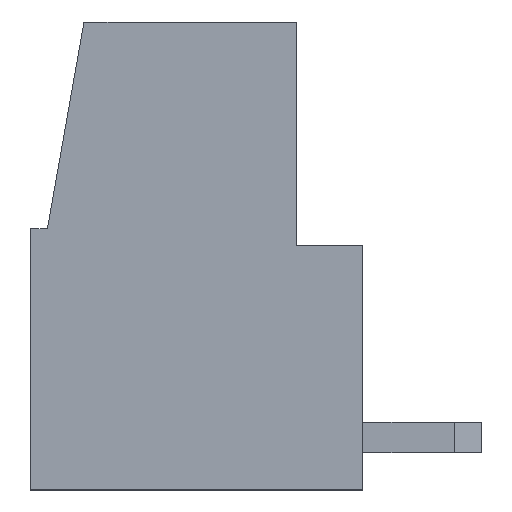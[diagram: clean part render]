
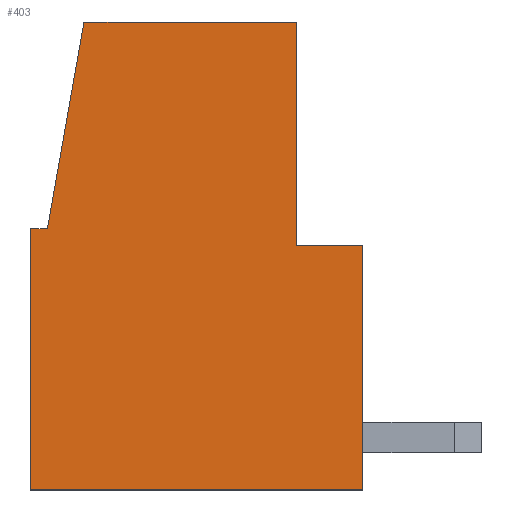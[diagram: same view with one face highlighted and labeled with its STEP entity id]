
A CAD part, left-side view. The second image highlights one B-rep face of the part: STEP entity #403.
In plain terms, the highlighted planar face has unit normal (-1, 0, 0).
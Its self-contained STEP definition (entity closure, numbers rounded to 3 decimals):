
#403 = ADVANCED_FACE( 'F0', ( #969 ), #970, .T. );
#969 = FACE_OUTER_BOUND( '', #1725, .T. );
#970 = PLANE( '', #1726 );
#1725 = EDGE_LOOP( '', ( #2743, #2744, #2745, #2746, #2747, #2748, #2749, #2750 ) );
#1726 = AXIS2_PLACEMENT_3D( '', #2751, #2752, #2753 );
#2743 = ORIENTED_EDGE( '', *, *, #4770, .T. );
#2744 = ORIENTED_EDGE( '', *, *, #4771, .T. );
#2745 = ORIENTED_EDGE( '', *, *, #4772, .F. );
#2746 = ORIENTED_EDGE( '', *, *, #4773, .T. );
#2747 = ORIENTED_EDGE( '', *, *, #4704, .T. );
#2748 = ORIENTED_EDGE( '', *, *, #4774, .T. );
#2749 = ORIENTED_EDGE( '', *, *, #4775, .T. );
#2750 = ORIENTED_EDGE( '', *, *, #4655, .T. );
#2751 = CARTESIAN_POINT( '', ( -2.5, 0., 0. ) );
#2752 = DIRECTION( '', ( -1., 0., 0. ) );
#2753 = DIRECTION( '', ( 0., 1., 0. ) );
#4655 = EDGE_CURVE( '', #5633, #5631, #5634, .T. );
#4704 = EDGE_CURVE( '', #5716, #5714, #5717, .T. );
#4770 = EDGE_CURVE( '', #5631, #5830, #5831, .T. );
#4771 = EDGE_CURVE( '', #5830, #5832, #5833, .T. );
#4772 = EDGE_CURVE( '', #5834, #5832, #5835, .T. );
#4773 = EDGE_CURVE( '', #5834, #5716, #5836, .T. );
#4774 = EDGE_CURVE( '', #5714, #5837, #5838, .T. );
#4775 = EDGE_CURVE( '', #5837, #5633, #5839, .T. );
#5631 = VERTEX_POINT( '', #7009 );
#5633 = VERTEX_POINT( '', #7012 );
#5634 = LINE( '', #7013, #7014 );
#5714 = VERTEX_POINT( '', #7127 );
#5716 = VERTEX_POINT( '', #7130 );
#5717 = LINE( '', #7131, #7132 );
#5830 = VERTEX_POINT( '', #7297 );
#5831 = LINE( '', #7298, #7299 );
#5832 = VERTEX_POINT( '', #7300 );
#5833 = LINE( '', #7301, #7302 );
#5834 = VERTEX_POINT( '', #7303 );
#5835 = LINE( '', #7304, #7305 );
#5836 = LINE( '', #7306, #7307 );
#5837 = VERTEX_POINT( '', #7308 );
#5838 = LINE( '', #7309, #7310 );
#5839 = LINE( '', #7311, #7312 );
#7009 = CARTESIAN_POINT( '', ( -2.5, 0., 0. ) );
#7012 = CARTESIAN_POINT( '', ( -2.5, 0., 7.7 ) );
#7013 = CARTESIAN_POINT( '', ( -2.5, 0., -11.5 ) );
#7014 = VECTOR( '', #8558, 1000. );
#7127 = CARTESIAN_POINT( '', ( -2.5, -1.576, 13.8 ) );
#7130 = CARTESIAN_POINT( '', ( -2.5, -7.85, 13.8 ) );
#7131 = CARTESIAN_POINT( '', ( -2.5, 0., 13.8 ) );
#7132 = VECTOR( '', #8608, 1000. );
#7297 = CARTESIAN_POINT( '', ( -2.5, -9.8, 0. ) );
#7298 = CARTESIAN_POINT( '', ( -2.5, 0., 0. ) );
#7299 = VECTOR( '', #8664, 1000. );
#7300 = CARTESIAN_POINT( '', ( -2.5, -9.8, 7.2 ) );
#7301 = CARTESIAN_POINT( '', ( -2.5, -9.8, -11.5 ) );
#7302 = VECTOR( '', #8665, 1000. );
#7303 = CARTESIAN_POINT( '', ( -2.5, -7.85, 7.2 ) );
#7304 = CARTESIAN_POINT( '', ( -2.5, 0., 7.2 ) );
#7305 = VECTOR( '', #8666, 1000. );
#7306 = CARTESIAN_POINT( '', ( -2.5, -7.85, -11.5 ) );
#7307 = VECTOR( '', #8667, 1000. );
#7308 = CARTESIAN_POINT( '', ( -2.5, -0.5, 7.7 ) );
#7309 = CARTESIAN_POINT( '', ( -2.5, 2.885, -11.5 ) );
#7310 = VECTOR( '', #8668, 1000. );
#7311 = CARTESIAN_POINT( '', ( -2.5, 0., 7.7 ) );
#7312 = VECTOR( '', #8669, 1000. );
#8558 = DIRECTION( '', ( 0., 0., -1. ) );
#8608 = DIRECTION( '', ( 0., 1., 0. ) );
#8664 = DIRECTION( '', ( 0., -1., 0. ) );
#8665 = DIRECTION( '', ( 0., 0., 1. ) );
#8666 = DIRECTION( '', ( 0., -1., 0. ) );
#8667 = DIRECTION( '', ( 0., 0., 1. ) );
#8668 = DIRECTION( '', ( 0., 0.174, -0.985 ) );
#8669 = DIRECTION( '', ( 0., 1., 0. ) );
